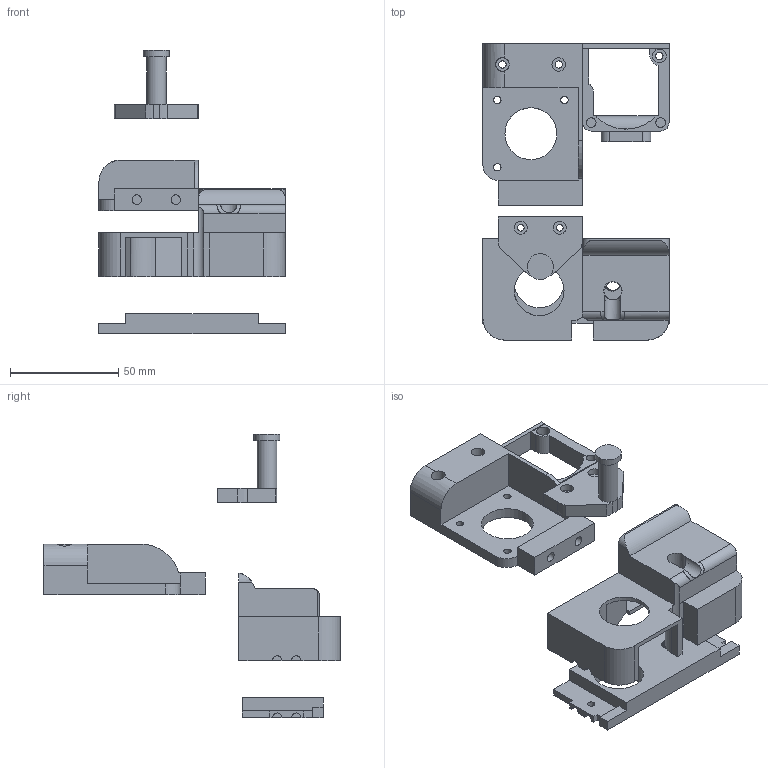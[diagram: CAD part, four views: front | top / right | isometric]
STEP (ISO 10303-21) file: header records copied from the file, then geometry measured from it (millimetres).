
FILE_DESCRIPTION(/* description */ (''),/* implementation_level */ '2;1');
FILE_NAME(/* name */ 'FFCX Dragon Probe.step',/* time_stamp */ '2023-04-28T14:03:44-07:00',/* author */ (''),/* organization */ (''),/* preprocessor_version */ 'ST-DEVELOPER v19.2',/* originating_system */ 'Autodesk Translation Framework v11.17.0.187',/* authorisation */ '');
FILE_SCHEMA (('AUTOMOTIVE_DESIGN { 1 0 10303 214 3 1 1 }'));
Length unit declared in the file: millimetre
Products named in the file (1): FFCX Dragon Probe
Bounding box: 86 x 136.75 x 130.9 mm (x, y, z)
Volume: 115549.4 mm3; surface area: 48764.7 mm2
Topology: 4 solids, 4 shells, 219 faces, 605 edges, 403 vertices
Faces by surface type: plane 122, cylinder 95, bspline 2
Full cylindrical faces by diameter (mm): 3.1 x2, 3.3 x2, 3.4 x6, 4.4 x11, 6 x2, 6.25 x3, 7.035 x3, 8.147 x3, 8.2 x1, 8.5 x1, 9 x1, 11 x1, 12 x1, 23 x2, 24 x1
Entity records: 8675 total; most frequent: CARTESIAN_POINT 2944, ORIENTED_EDGE 1210, DIRECTION 1122, EDGE_CURVE 605, VERTEX_POINT 403, LINE 390, VECTOR 390, AXIS2_PLACEMENT_3D 366
